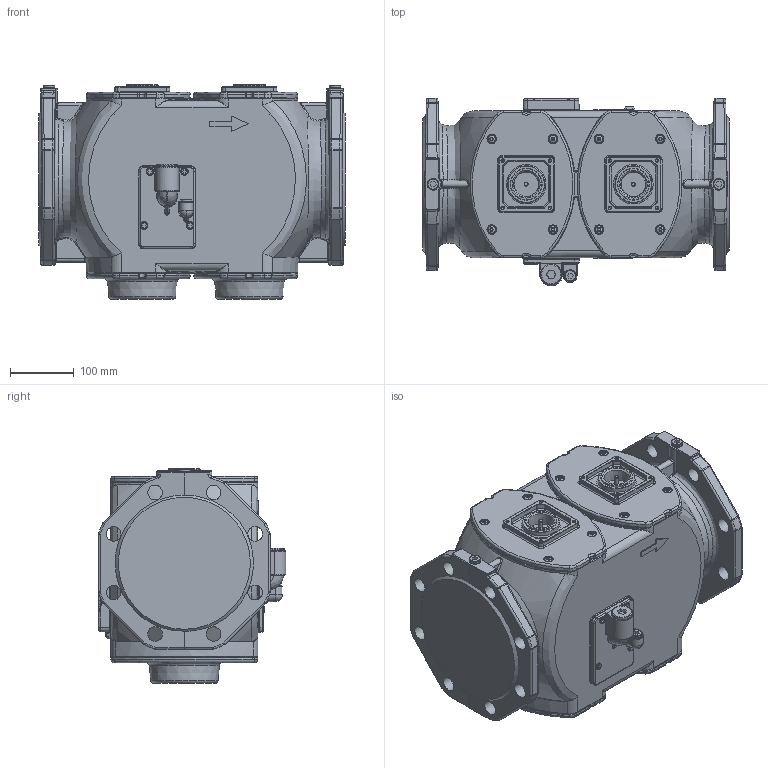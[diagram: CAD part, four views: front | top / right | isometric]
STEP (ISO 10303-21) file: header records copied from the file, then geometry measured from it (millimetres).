
FILE_DESCRIPTION(/* description */ (''),/* implementation_level */ '2;1');
FILE_NAME(/* name */ 'A5W00027713_02.stp',/* time_stamp */ '2018-06-27T12:24:09+02:00',/* author */ (''),/* organization */ (''),/* preprocessor_version */ 'ST-DEVELOPER v16',/* originating_system */ 'SIEMENS PLM Software NX 10.0',/* authorisation */ '');
FILE_SCHEMA (('AUTOMOTIVE_DESIGN { 1 0 10303 214 3 1 1 1 }'));
Products named in the file (1): Gant0728F15Eyx4e
Bounding box: 480 x 294 x 336 mm (x, y, z)
Volume: 28274171 mm3; surface area: 800952.5 mm2
Topology: 1 solids, 7 shells, 2508 faces, 6101 edges, 3726 vertices
Faces by surface type: cylinder 897, plane 733, bspline 356, cone 217, torus 190, extrusion 60, sphere 55
Full cylindrical faces by diameter (mm): 4.351 x8, 5.795 x4, 6 x4, 10 x8, 10.5 x6, 11 x6, 13 x16, 13.5 x3, 14 x16, 18 x3, 18.5 x3, 23 x16, 27 x1, 32 x1, 32.5 x1, 50 x2
Entity records: 82387 total; most frequent: CARTESIAN_POINT 28096, ORIENTED_EDGE 11084, DIRECTION 10984, EDGE_CURVE 5542, AXIS2_PLACEMENT_3D 4360, VERTEX_POINT 3577, EDGE_LOOP 3067, ADVANCED_FACE 2508
